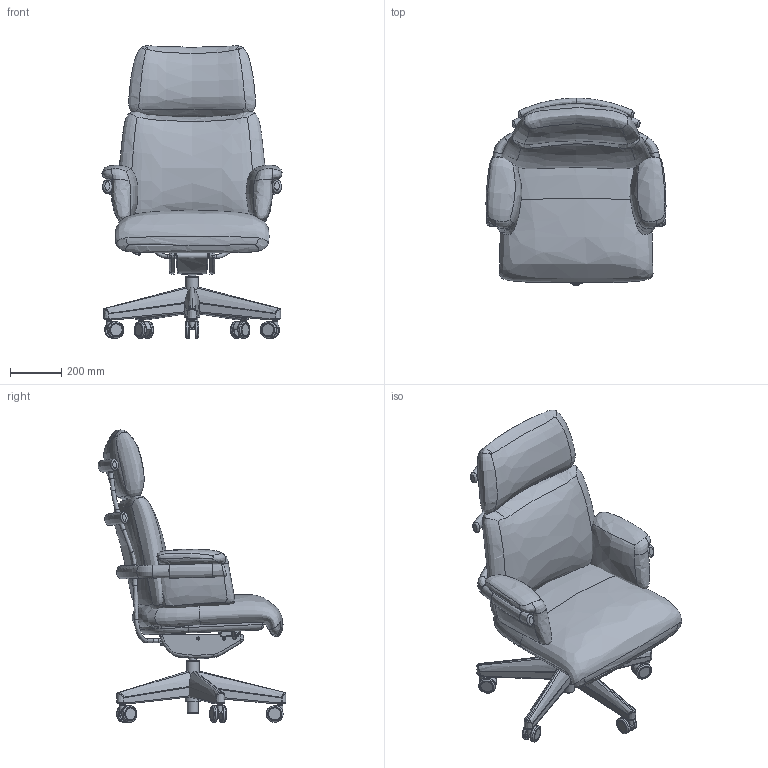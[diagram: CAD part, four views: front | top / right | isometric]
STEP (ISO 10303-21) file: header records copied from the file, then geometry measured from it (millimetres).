
FILE_DESCRIPTION(/* description */ (''),/* implementation_level */ '2;1');
FILE_NAME(/* name */ 'Ramus_CB-576',/* time_stamp */ '2025-07-18T11:26:35+02:00',/* author */ (''),/* organization */ (''),/* preprocessor_version */ 'ST-DEVELOPER v16.5',/* originating_system */ 'Rhino 7.34',/* authorisation */ '');
FILE_SCHEMA (('AUTOMOTIVE_DESIGN'));
Length unit declared in the file: centimetre
Products named in the file (2): Document; CB-576_Ramus
Assembly tree (1 placements, depth 2):
  Document
    CB-576_Ramus
Bounding box: 701.05 x 730.21 x 1138.88 mm (x, y, z)
Volume: 99346429.5 mm3; surface area: 3955535.2 mm2
Topology: 66 solids, 66 shells, 772 faces, 1677 edges, 1020 vertices
Faces by surface type: bspline 324, plane 236, cylinder 212
Full cylindrical faces by diameter (mm): 5 x4, 6 x4, 10 x4, 12 x4, 16 x10, 19.5 x5, 21.5 x5, 28 x1, 44 x1, 49 x10, 50 x1, 51 x10, 65 x10
Entity records: 55951 total; most frequent: CARTESIAN_POINT 44735, ORIENTED_EDGE 3342, EDGE_CURVE 1671, VERTEX_POINT 1020, EDGE_LOOP 815, ADVANCED_FACE 772, FACE_OUTER_BOUND 772, B_SPLINE_CURVE_WITH_KNOTS 620
